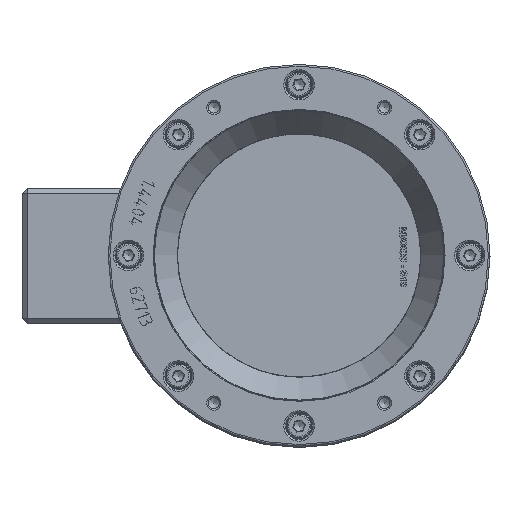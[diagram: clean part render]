
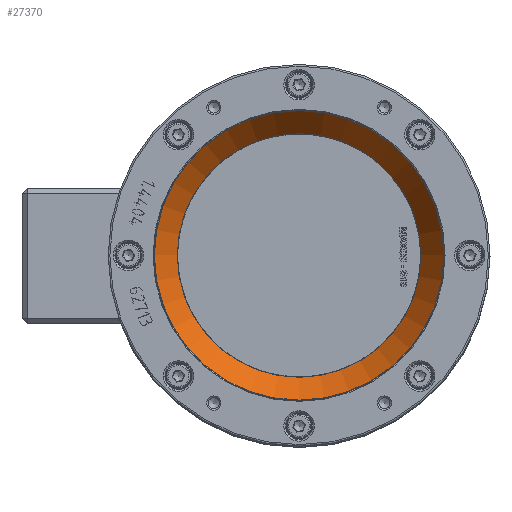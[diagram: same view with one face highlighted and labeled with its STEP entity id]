
A CAD part, top view. The second image highlights one B-rep face of the part: STEP entity #27370.
In plain terms, the highlighted conical face has half-angle 34.992 degrees and reference radius 39.5 mm.
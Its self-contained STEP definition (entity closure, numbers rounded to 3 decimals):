
#3945=FACE_OUTER_BOUND('',#5718,.T.);
#5718=EDGE_LOOP('',(#23726,#23727,#23728,#23729));
#7502=LINE('',#54082,#9209);
#9209=VECTOR('',#37144,39.5);
#10777=CIRCLE('',#30605,42.829);
#10778=CIRCLE('',#30608,36.054);
#13128=VERTEX_POINT('',#54075);
#13129=VERTEX_POINT('',#54081);
#16801=EDGE_CURVE('',#13128,#13128,#10777,.T.);
#16803=EDGE_CURVE('',#13128,#13129,#7502,.T.);
#16804=EDGE_CURVE('',#13129,#13129,#10778,.T.);
#23726=ORIENTED_EDGE('',*,*,#16801,.F.);
#23727=ORIENTED_EDGE('',*,*,#16803,.T.);
#23728=ORIENTED_EDGE('',*,*,#16804,.F.);
#23729=ORIENTED_EDGE('',*,*,#16803,.F.);
#26172=CONICAL_SURFACE('',#30607,39.5,0.611);
#27370=ADVANCED_FACE('',(#3945),#26172,.F.);
#30605=AXIS2_PLACEMENT_3D('',#54077,#37137,#37138);
#30607=AXIS2_PLACEMENT_3D('',#54080,#37142,#37143);
#30608=AXIS2_PLACEMENT_3D('',#54083,#37145,#37146);
#37137=DIRECTION('center_axis',(0.,0.,1.));
#37138=DIRECTION('ref_axis',(1.,0.,0.));
#37142=DIRECTION('center_axis',(0.,0.,-1.));
#37143=DIRECTION('ref_axis',(1.,0.,0.));
#37144=DIRECTION('',(0.573,0.,0.819));
#37145=DIRECTION('center_axis',(0.,0.,-1.));
#37146=DIRECTION('ref_axis',(1.,0.,0.));
#54075=CARTESIAN_POINT('',(-42.829,0.,0.244));
#54077=CARTESIAN_POINT('Origin',(0.,0.,0.244));
#54080=CARTESIAN_POINT('Origin',(0.,0.,5.));
#54081=CARTESIAN_POINT('',(-36.054,0.,9.923));
#54082=CARTESIAN_POINT('',(-39.5,0.,5.));
#54083=CARTESIAN_POINT('Origin',(0.,0.,9.923));
